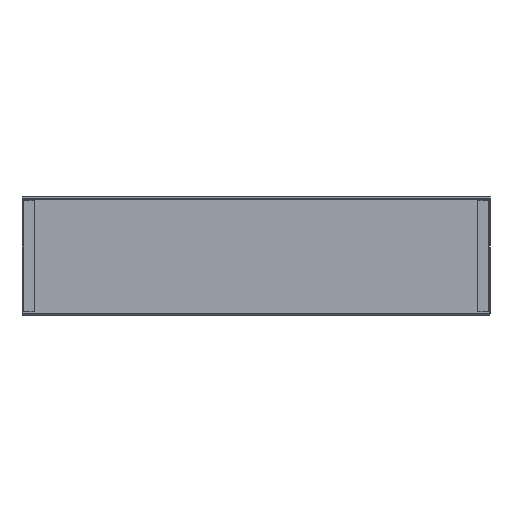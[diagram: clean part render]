
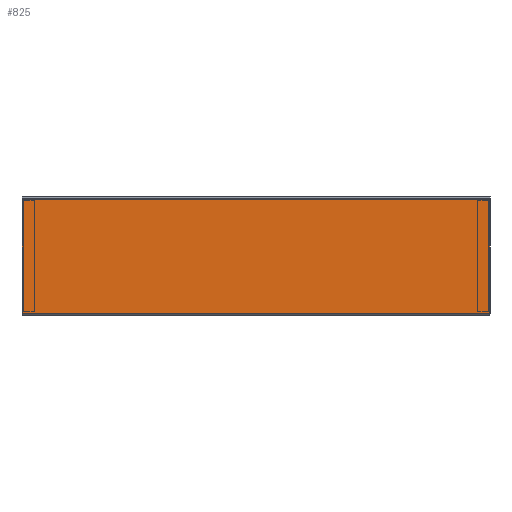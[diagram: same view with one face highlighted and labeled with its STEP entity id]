
A CAD part, left-side view. The second image highlights one B-rep face of the part: STEP entity #825.
In plain terms, the highlighted planar face has unit normal (-1, 0, 0).
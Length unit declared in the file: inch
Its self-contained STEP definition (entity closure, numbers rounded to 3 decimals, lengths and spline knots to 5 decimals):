
#63 = EDGE_CURVE ( 'NONE', #5820, #2367, #6405, .T. ) ;
#114 = ORIENTED_EDGE ( 'NONE', *, *, #63, .T. ) ;
#212 = LINE ( 'NONE', #1303, #4123 ) ;
#560 = CARTESIAN_POINT ( 'NONE',  ( -12., 12., 0.047 ) ) ;
#739 = CARTESIAN_POINT ( 'NONE',  ( -12., -12., 0.086 ) ) ;
#755 = CARTESIAN_POINT ( 'NONE',  ( -12., -12., 5.914 ) ) ;
#825 = ADVANCED_FACE ( 'NONE', ( #1695 ), #5773, .T. ) ;
#949 = CARTESIAN_POINT ( 'NONE',  ( -12., -12., 0.086 ) ) ;
#1067 = VECTOR ( 'NONE', #5065, 39.37008 ) ;
#1303 = CARTESIAN_POINT ( 'NONE',  ( -12., -12., 0.057 ) ) ;
#1460 = CARTESIAN_POINT ( 'NONE',  ( -12., 12., 0.057 ) ) ;
#1656 = EDGE_LOOP ( 'NONE', ( #5166, #2919, #3700, #114 ) ) ;
#1674 = DIRECTION ( 'NONE',  ( 0., 0., 1. ) ) ;
#1695 = FACE_OUTER_BOUND ( 'NONE', #1656, .T. ) ;
#1883 = VERTEX_POINT ( 'NONE', #5622 ) ;
#2175 = DIRECTION ( 'NONE',  ( -1., 0., 0. ) ) ;
#2367 = VERTEX_POINT ( 'NONE', #3534 ) ;
#2579 = DIRECTION ( 'NONE',  ( 0., 0., 1. ) ) ;
#2919 = ORIENTED_EDGE ( 'NONE', *, *, #3690, .F. ) ;
#2955 = DIRECTION ( 'NONE',  ( 0., 1., 0. ) ) ;
#2989 = LINE ( 'NONE', #1460, #1067 ) ;
#3077 = VECTOR ( 'NONE', #4883, 39.37008 ) ;
#3534 = CARTESIAN_POINT ( 'NONE',  ( -12., 12., 5.914 ) ) ;
#3690 = EDGE_CURVE ( 'NONE', #3950, #1883, #5664, .T. ) ;
#3700 = ORIENTED_EDGE ( 'NONE', *, *, #5381, .T. ) ;
#3797 = EDGE_CURVE ( 'NONE', #2367, #1883, #2989, .T. ) ;
#3950 = VERTEX_POINT ( 'NONE', #739 ) ;
#4123 = VECTOR ( 'NONE', #1674, 39.37008 ) ;
#4395 = CARTESIAN_POINT ( 'NONE',  ( -12., 12., 5.914 ) ) ;
#4883 = DIRECTION ( 'NONE',  ( 0., 1., 0. ) ) ;
#5065 = DIRECTION ( 'NONE',  ( 0., 0., -1. ) ) ;
#5166 = ORIENTED_EDGE ( 'NONE', *, *, #3797, .T. ) ;
#5299 = AXIS2_PLACEMENT_3D ( 'NONE', #560, #2175, #2579 ) ;
#5381 = EDGE_CURVE ( 'NONE', #3950, #5820, #212, .T. ) ;
#5622 = CARTESIAN_POINT ( 'NONE',  ( -12., 12., 0.086 ) ) ;
#5664 = LINE ( 'NONE', #949, #5728 ) ;
#5728 = VECTOR ( 'NONE', #2955, 39.37008 ) ;
#5773 = PLANE ( 'NONE',  #5299 ) ;
#5820 = VERTEX_POINT ( 'NONE', #755 ) ;
#6405 = LINE ( 'NONE', #4395, #3077 ) ;
